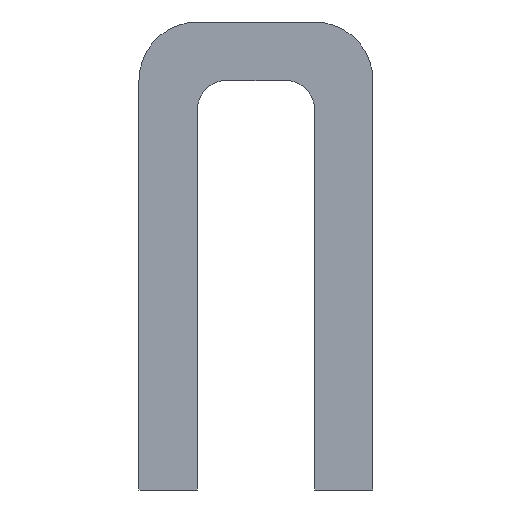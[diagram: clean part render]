
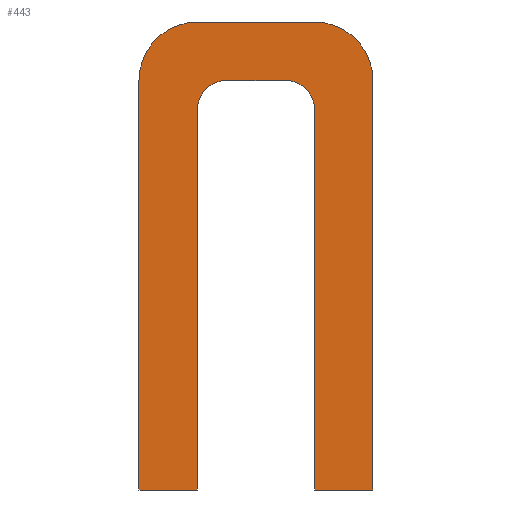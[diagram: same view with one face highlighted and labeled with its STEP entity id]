
A CAD part, front view. The second image highlights one B-rep face of the part: STEP entity #443.
In plain terms, the highlighted planar face has unit normal (0, -1, 0).
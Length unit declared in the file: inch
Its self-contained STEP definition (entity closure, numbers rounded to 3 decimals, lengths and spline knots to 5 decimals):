
#34=CARTESIAN_POINT('',(4.93146,6.11007,-0.4455));
#35=VERTEX_POINT('',#34);
#42=CARTESIAN_POINT('',(4.80646,6.11007,-0.4455));
#43=VERTEX_POINT('',#42);
#44=CARTESIAN_POINT('',(4.80646,6.11007,-0.4455));
#45=DIRECTION('',(1.,0.,0.));
#46=VECTOR('',#45,1.);
#47=LINE('',#44,#46);
#48=EDGE_CURVE('',#43,#35,#47,.T.);
#72=CARTESIAN_POINT('',(4.93146,6.11007,0.4295));
#73=VERTEX_POINT('',#72);
#80=CARTESIAN_POINT('',(4.93146,6.11007,-0.4455));
#81=DIRECTION('',(0.,0.,1.));
#82=VECTOR('',#81,1.);
#83=LINE('',#80,#82);
#84=EDGE_CURVE('',#35,#73,#83,.T.);
#104=CARTESIAN_POINT('',(4.80646,6.11007,0.5545));
#105=VERTEX_POINT('',#104);
#112=CARTESIAN_POINT('',(4.80646,6.11007,0.4295));
#113=DIRECTION('',(0.,-1.,0.));
#114=DIRECTION('',(1.,0.,0.));
#115=AXIS2_PLACEMENT_3D('',#112,#113,#114);
#116=CIRCLE('',#115,0.125);
#117=EDGE_CURVE('',#73,#105,#116,.T.);
#136=CARTESIAN_POINT('',(4.55646,6.11007,0.5545));
#137=VERTEX_POINT('',#136);
#144=CARTESIAN_POINT('',(4.55646,6.11007,0.5545));
#145=DIRECTION('',(1.,0.,0.));
#146=VECTOR('',#145,1.);
#147=LINE('',#144,#146);
#148=EDGE_CURVE('',#137,#105,#147,.T.);
#168=CARTESIAN_POINT('',(4.43146,6.11007,0.4295));
#169=VERTEX_POINT('',#168);
#176=CARTESIAN_POINT('',(4.55646,6.11007,0.4295));
#177=DIRECTION('',(0.,-1.,0.));
#178=DIRECTION('',(1.,0.,0.));
#179=AXIS2_PLACEMENT_3D('',#176,#177,#178);
#180=CIRCLE('',#179,0.125);
#181=EDGE_CURVE('',#137,#169,#180,.T.);
#200=CARTESIAN_POINT('',(4.43146,6.11007,-0.4455));
#201=VERTEX_POINT('',#200);
#208=CARTESIAN_POINT('',(4.43146,6.11007,-0.4455));
#209=DIRECTION('',(0.,0.,1.));
#210=VECTOR('',#209,1.);
#211=LINE('',#208,#210);
#212=EDGE_CURVE('',#201,#169,#211,.T.);
#231=CARTESIAN_POINT('',(4.55646,6.11007,-0.4455));
#232=VERTEX_POINT('',#231);
#239=CARTESIAN_POINT('',(4.43146,6.11007,-0.4455));
#240=DIRECTION('',(1.,0.,0.));
#241=VECTOR('',#240,1.);
#242=LINE('',#239,#241);
#243=EDGE_CURVE('',#201,#232,#242,.T.);
#262=CARTESIAN_POINT('',(4.55646,6.11007,0.3675));
#263=VERTEX_POINT('',#262);
#270=CARTESIAN_POINT('',(4.55646,6.11007,-0.4455));
#271=DIRECTION('',(0.,0.,1.));
#272=VECTOR('',#271,1.);
#273=LINE('',#270,#272);
#274=EDGE_CURVE('',#232,#263,#273,.T.);
#294=CARTESIAN_POINT('',(4.61846,6.11007,0.4295));
#295=VERTEX_POINT('',#294);
#302=CARTESIAN_POINT('',(4.61846,6.11007,0.3675));
#303=DIRECTION('',(0.,-1.,0.));
#304=DIRECTION('',(1.,0.,0.));
#305=AXIS2_PLACEMENT_3D('',#302,#303,#304);
#306=CIRCLE('',#305,0.062);
#307=EDGE_CURVE('',#295,#263,#306,.T.);
#326=CARTESIAN_POINT('',(4.74446,6.11007,0.4295));
#327=VERTEX_POINT('',#326);
#334=CARTESIAN_POINT('',(4.61846,6.11007,0.4295));
#335=DIRECTION('',(1.,0.,0.));
#336=VECTOR('',#335,1.);
#337=LINE('',#334,#336);
#338=EDGE_CURVE('',#295,#327,#337,.T.);
#358=CARTESIAN_POINT('',(4.80646,6.11007,0.3675));
#359=VERTEX_POINT('',#358);
#366=CARTESIAN_POINT('',(4.74446,6.11007,0.3675));
#367=DIRECTION('',(0.,-1.,0.));
#368=DIRECTION('',(1.,0.,0.));
#369=AXIS2_PLACEMENT_3D('',#366,#367,#368);
#370=CIRCLE('',#369,0.062);
#371=EDGE_CURVE('',#359,#327,#370,.T.);
#389=CARTESIAN_POINT('',(4.80646,6.11007,-0.4455));
#390=DIRECTION('',(0.,0.,1.));
#391=VECTOR('',#390,1.);
#392=LINE('',#389,#391);
#393=EDGE_CURVE('',#43,#359,#392,.T.);
#424=ORIENTED_EDGE('',*,*,#393,.F.);
#425=ORIENTED_EDGE('',*,*,#48,.T.);
#426=ORIENTED_EDGE('',*,*,#84,.T.);
#427=ORIENTED_EDGE('',*,*,#117,.T.);
#428=ORIENTED_EDGE('',*,*,#148,.F.);
#429=ORIENTED_EDGE('',*,*,#181,.T.);
#430=ORIENTED_EDGE('',*,*,#212,.F.);
#431=ORIENTED_EDGE('',*,*,#243,.T.);
#432=ORIENTED_EDGE('',*,*,#274,.T.);
#433=ORIENTED_EDGE('',*,*,#307,.F.);
#434=ORIENTED_EDGE('',*,*,#338,.T.);
#435=ORIENTED_EDGE('',*,*,#371,.F.);
#436=EDGE_LOOP('',(#424,#425,#426,#427,#428,#429,#430,#431,#432,#433,#434,#435));
#437=FACE_OUTER_BOUND('',#436,.T.);
#438=CARTESIAN_POINT('',(4.80646,6.11007,-0.19158));
#439=DIRECTION('',(0.,1.,0.));
#440=DIRECTION('',(-1.,0.,0.));
#441=AXIS2_PLACEMENT_3D('',#438,#439,#440);
#442=PLANE('',#441);
#443=ADVANCED_FACE('',(#437),#442,.F.);
